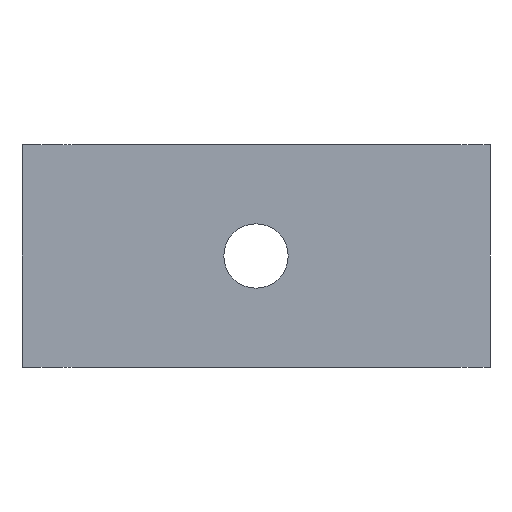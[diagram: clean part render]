
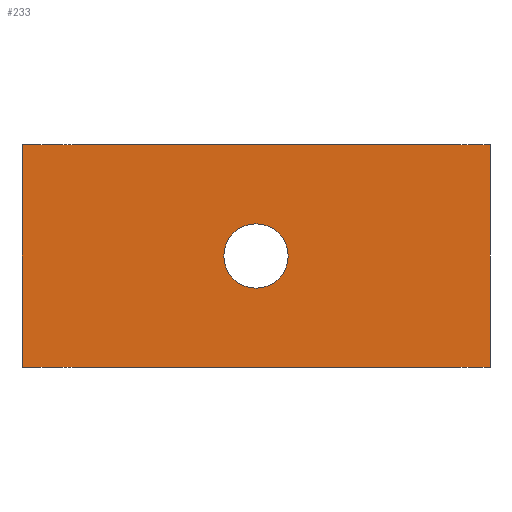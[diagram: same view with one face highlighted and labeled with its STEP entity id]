
A CAD part, front view. The second image highlights one B-rep face of the part: STEP entity #233.
In plain terms, the highlighted planar face has unit normal (0, -1, 0).
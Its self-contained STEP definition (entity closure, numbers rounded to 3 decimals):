
#20=FACE_BOUND('',#50,.T.);
#26=CIRCLE('',#249,2.75);
#36=FACE_OUTER_BOUND('',#49,.T.);
#49=EDGE_LOOP('',(#163,#164,#165,#166));
#50=EDGE_LOOP('',(#167));
#68=LINE('',#344,#89);
#69=LINE('',#346,#90);
#70=LINE('',#348,#91);
#71=LINE('',#349,#92);
#89=VECTOR('',#275,40.);
#90=VECTOR('',#276,19.);
#91=VECTOR('',#277,40.);
#92=VECTOR('',#278,19.);
#110=VERTEX_POINT('',#342);
#111=VERTEX_POINT('',#343);
#112=VERTEX_POINT('',#345);
#113=VERTEX_POINT('',#347);
#114=VERTEX_POINT('',#350);
#132=EDGE_CURVE('',#110,#111,#68,.T.);
#133=EDGE_CURVE('',#111,#112,#69,.T.);
#134=EDGE_CURVE('',#113,#112,#70,.T.);
#135=EDGE_CURVE('',#110,#113,#71,.T.);
#136=EDGE_CURVE('',#114,#114,#26,.T.);
#163=ORIENTED_EDGE('',*,*,#132,.T.);
#164=ORIENTED_EDGE('',*,*,#133,.T.);
#165=ORIENTED_EDGE('',*,*,#134,.F.);
#166=ORIENTED_EDGE('',*,*,#135,.F.);
#167=ORIENTED_EDGE('',*,*,#136,.T.);
#225=PLANE('',#248);
#233=ADVANCED_FACE('',(#36,#20),#225,.T.);
#248=AXIS2_PLACEMENT_3D('',#341,#273,#274);
#249=AXIS2_PLACEMENT_3D('',#351,#279,#280);
#273=DIRECTION('center_axis',(0.,-1.,0.));
#274=DIRECTION('ref_axis',(0.,0.,-1.));
#275=DIRECTION('',(1.,0.,0.));
#276=DIRECTION('',(0.,0.,1.));
#277=DIRECTION('',(1.,0.,0.));
#278=DIRECTION('',(0.,0.,1.));
#279=DIRECTION('center_axis',(0.,1.,0.));
#280=DIRECTION('ref_axis',(-1.,0.,0.));
#341=CARTESIAN_POINT('Origin',(0.,0.,-9.5));
#342=CARTESIAN_POINT('',(0.,0.,-9.5));
#343=CARTESIAN_POINT('',(40.,0.,-9.5));
#344=CARTESIAN_POINT('',(0.,0.,-9.5));
#345=CARTESIAN_POINT('',(40.,0.,9.5));
#346=CARTESIAN_POINT('',(40.,0.,-9.5));
#347=CARTESIAN_POINT('',(0.,0.,9.5));
#348=CARTESIAN_POINT('',(0.,0.,9.5));
#349=CARTESIAN_POINT('',(0.,0.,-9.5));
#350=CARTESIAN_POINT('',(22.75,0.,0.));
#351=CARTESIAN_POINT('Origin',(20.,0.,0.));
